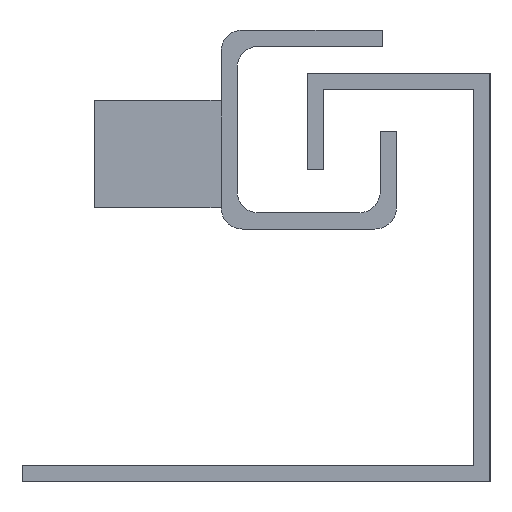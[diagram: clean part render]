
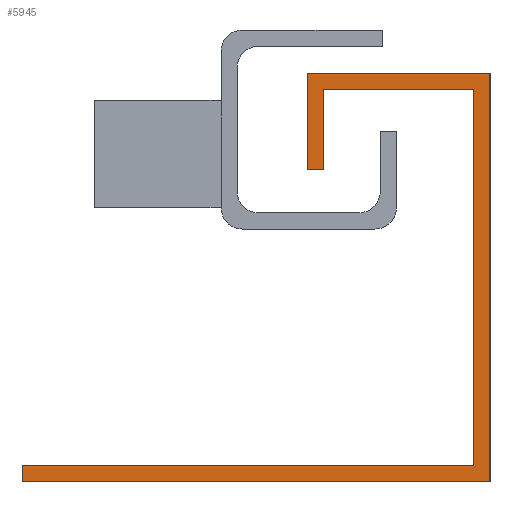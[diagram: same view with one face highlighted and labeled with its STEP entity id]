
A CAD part, left-side view. The second image highlights one B-rep face of the part: STEP entity #5945.
In plain terms, the highlighted planar face has unit normal (-1, 0, 0).
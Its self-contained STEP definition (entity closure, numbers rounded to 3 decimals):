
#62 = DIRECTION ( 'NONE',  ( 0., 1., 0. ) ) ;
#65 = VECTOR ( 'NONE', #62, 1000. ) ;
#90 = DIRECTION ( 'NONE',  ( 0., 0., -1. ) ) ;
#140 = CARTESIAN_POINT ( 'NONE',  ( 0., 43.5, 0. ) ) ;
#147 = VERTEX_POINT ( 'NONE', #2054 ) ;
#229 = VECTOR ( 'NONE', #5647, 1000. ) ;
#466 = LINE ( 'NONE', #6007, #6276 ) ;
#554 = DIRECTION ( 'NONE',  ( 0., 0., 1. ) ) ;
#618 = LINE ( 'NONE', #140, #5214 ) ;
#828 = CARTESIAN_POINT ( 'NONE',  ( 0., 15.5, 36.5 ) ) ;
#882 = VERTEX_POINT ( 'NONE', #4050 ) ;
#890 = ORIENTED_EDGE ( 'NONE', *, *, #2773, .F. ) ;
#976 = VERTEX_POINT ( 'NONE', #1416 ) ;
#1071 = CARTESIAN_POINT ( 'NONE',  ( 0., 15.5, 29. ) ) ;
#1078 = VERTEX_POINT ( 'NONE', #1708 ) ;
#1120 = VECTOR ( 'NONE', #4850, 1000. ) ;
#1147 = DIRECTION ( 'NONE',  ( 0., 0., 1. ) ) ;
#1416 = CARTESIAN_POINT ( 'NONE',  ( 0., 43.5, 1.5 ) ) ;
#1518 = VERTEX_POINT ( 'NONE', #1071 ) ;
#1617 = LINE ( 'NONE', #5124, #6083 ) ;
#1686 = ORIENTED_EDGE ( 'NONE', *, *, #3358, .F. ) ;
#1708 = CARTESIAN_POINT ( 'NONE',  ( 0., 17., 38. ) ) ;
#1873 = CARTESIAN_POINT ( 'NONE',  ( 0., 1.5, 1.5 ) ) ;
#1898 = ORIENTED_EDGE ( 'NONE', *, *, #3400, .F. ) ;
#2011 = EDGE_CURVE ( 'NONE', #147, #1518, #3349, .T. ) ;
#2054 = CARTESIAN_POINT ( 'NONE',  ( 0., 15.5, 36.5 ) ) ;
#2102 = ORIENTED_EDGE ( 'NONE', *, *, #2317, .F. ) ;
#2191 = EDGE_CURVE ( 'NONE', #1078, #3956, #466, .T. ) ;
#2240 = DIRECTION ( 'NONE',  ( 0., 0., 1. ) ) ;
#2317 = EDGE_CURVE ( 'NONE', #1518, #3370, #3684, .T. ) ;
#2374 = LINE ( 'NONE', #1873, #2715 ) ;
#2579 = CARTESIAN_POINT ( 'NONE',  ( 0., 15.5, 29. ) ) ;
#2659 = EDGE_CURVE ( 'NONE', #5799, #3779, #3985, .T. ) ;
#2715 = VECTOR ( 'NONE', #2240, 1000. ) ;
#2773 = EDGE_CURVE ( 'NONE', #3370, #1078, #1617, .T. ) ;
#2884 = CARTESIAN_POINT ( 'NONE',  ( 0., 0., 38. ) ) ;
#2888 = LINE ( 'NONE', #5935, #6147 ) ;
#2889 = ORIENTED_EDGE ( 'NONE', *, *, #5568, .F. ) ;
#3014 = CARTESIAN_POINT ( 'NONE',  ( 0., 0., 0. ) ) ;
#3216 = CARTESIAN_POINT ( 'NONE',  ( 0., 0., 0. ) ) ;
#3276 = PLANE ( 'NONE',  #5703 ) ;
#3349 = LINE ( 'NONE', #828, #1120 ) ;
#3358 = EDGE_CURVE ( 'NONE', #4791, #147, #2888, .T. ) ;
#3370 = VERTEX_POINT ( 'NONE', #3856 ) ;
#3400 = EDGE_CURVE ( 'NONE', #882, #4791, #2374, .T. ) ;
#3590 = ORIENTED_EDGE ( 'NONE', *, *, #2659, .F. ) ;
#3650 = CARTESIAN_POINT ( 'NONE',  ( 0., 0., 0. ) ) ;
#3679 = VECTOR ( 'NONE', #3958, 1000. ) ;
#3684 = LINE ( 'NONE', #2579, #65 ) ;
#3703 = CARTESIAN_POINT ( 'NONE',  ( 0., 43.5, 0. ) ) ;
#3779 = VERTEX_POINT ( 'NONE', #3703 ) ;
#3856 = CARTESIAN_POINT ( 'NONE',  ( 0., 17., 29. ) ) ;
#3956 = VERTEX_POINT ( 'NONE', #4604 ) ;
#3958 = DIRECTION ( 'NONE',  ( 0., 0., -1. ) ) ;
#3985 = LINE ( 'NONE', #3014, #4462 ) ;
#3990 = LINE ( 'NONE', #2884, #3679 ) ;
#4050 = CARTESIAN_POINT ( 'NONE',  ( 0., 1.5, 1.5 ) ) ;
#4150 = LINE ( 'NONE', #6197, #229 ) ;
#4208 = ORIENTED_EDGE ( 'NONE', *, *, #2011, .F. ) ;
#4462 = VECTOR ( 'NONE', #6104, 1000. ) ;
#4579 = ORIENTED_EDGE ( 'NONE', *, *, #2191, .F. ) ;
#4604 = CARTESIAN_POINT ( 'NONE',  ( 0., 0., 38. ) ) ;
#4628 = ORIENTED_EDGE ( 'NONE', *, *, #5313, .F. ) ;
#4690 = FACE_OUTER_BOUND ( 'NONE', #5598, .T. ) ;
#4791 = VERTEX_POINT ( 'NONE', #6409 ) ;
#4850 = DIRECTION ( 'NONE',  ( 0., 0., -1. ) ) ;
#5124 = CARTESIAN_POINT ( 'NONE',  ( 0., 17., 29. ) ) ;
#5214 = VECTOR ( 'NONE', #1147, 1000. ) ;
#5251 = DIRECTION ( 'NONE',  ( 1., 0., 0. ) ) ;
#5313 = EDGE_CURVE ( 'NONE', #976, #882, #4150, .T. ) ;
#5559 = ORIENTED_EDGE ( 'NONE', *, *, #6353, .F. ) ;
#5568 = EDGE_CURVE ( 'NONE', #3956, #5799, #3990, .T. ) ;
#5598 = EDGE_LOOP ( 'NONE', ( #4579, #890, #2102, #4208, #1686, #1898, #4628, #5559, #3590, #2889 ) ) ;
#5647 = DIRECTION ( 'NONE',  ( 0., -1., 0. ) ) ;
#5703 = AXIS2_PLACEMENT_3D ( 'NONE', #3216, #5251, #90 ) ;
#5799 = VERTEX_POINT ( 'NONE', #3650 ) ;
#5935 = CARTESIAN_POINT ( 'NONE',  ( 0., 1.5, 36.5 ) ) ;
#5945 = ADVANCED_FACE ( 'NONE', ( #4690 ), #3276, .F. ) ;
#6007 = CARTESIAN_POINT ( 'NONE',  ( 0., 17., 38. ) ) ;
#6083 = VECTOR ( 'NONE', #554, 1000. ) ;
#6104 = DIRECTION ( 'NONE',  ( 0., 1., 0. ) ) ;
#6147 = VECTOR ( 'NONE', #6446, 1000. ) ;
#6197 = CARTESIAN_POINT ( 'NONE',  ( 0., 43.5, 1.5 ) ) ;
#6276 = VECTOR ( 'NONE', #6520, 1000. ) ;
#6353 = EDGE_CURVE ( 'NONE', #3779, #976, #618, .T. ) ;
#6409 = CARTESIAN_POINT ( 'NONE',  ( 0., 1.5, 36.5 ) ) ;
#6446 = DIRECTION ( 'NONE',  ( 0., 1., 0. ) ) ;
#6520 = DIRECTION ( 'NONE',  ( 0., -1., 0. ) ) ;
